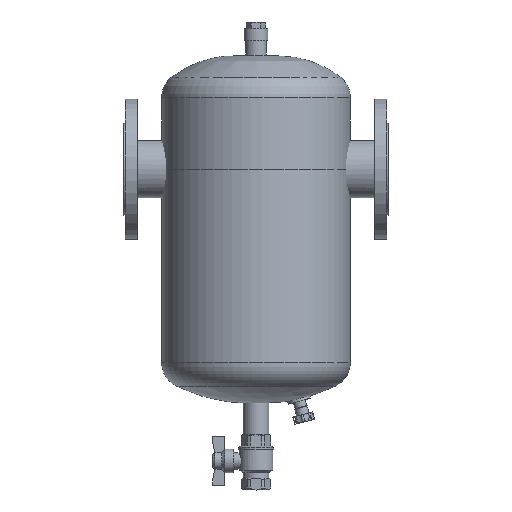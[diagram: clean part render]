
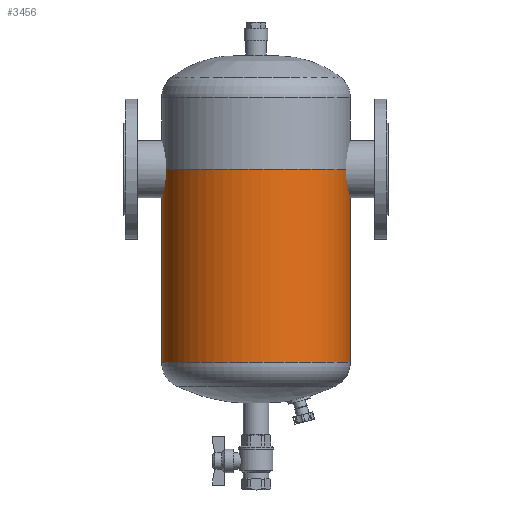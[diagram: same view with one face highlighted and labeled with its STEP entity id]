
A CAD part, front view. The second image highlights one B-rep face of the part: STEP entity #3456.
In plain terms, the highlighted cylindrical face has radius 125 mm (diameter 250 mm), a partial arc.
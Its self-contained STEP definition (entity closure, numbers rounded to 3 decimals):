
#397=LINE($,#5338,#626);
#398=LINE($,#5353,#627);
#626=VECTOR($,#4107,255.886);
#627=VECTOR($,#4108,255.886);
#855=CYLINDRICAL_SURFACE($,#3702,125.);
#949=FACE_OUTER_BOUND($,#1182,.T.);
#1182=EDGE_LOOP($,(#2388,#2389,#2390,#2391));
#1419=B_SPLINE_CURVE_WITH_KNOTS($,3,(#5304,#5305,#5306,#5307,#5308,#5309,
#5310,#5311,#5312,#5313,#5314,#5315,#5316),.UNSPECIFIED.,.F.,.F.,(4,1,1,
1,1,1,1,1,1,1,4),(0.,0.1,0.2,0.3,0.4,0.5,0.6,0.7,0.8,0.9,1.),
 .UNSPECIFIED.);
#1422=B_SPLINE_CURVE_WITH_KNOTS($,3,(#5340,#5341,#5342,#5343,#5344,#5345,
#5346,#5347,#5348,#5349,#5350,#5351,#5352),.UNSPECIFIED.,.F.,.F.,(4,1,1,
1,1,1,1,1,1,1,4),(0.,0.1,0.2,0.3,0.4,0.5,0.6,0.7,0.8,0.9,1.),
 .UNSPECIFIED.);
#1523=VERTEX_POINT($,#5297);
#1524=VERTEX_POINT($,#5303);
#1525=VERTEX_POINT($,#5337);
#1526=VERTEX_POINT($,#5339);
#1844=EDGE_CURVE($,#1524,#1523,#1419,.T.);
#1847=EDGE_CURVE($,#1525,#1523,#397,.T.);
#1848=EDGE_CURVE($,#1526,#1525,#1422,.T.);
#1849=EDGE_CURVE($,#1524,#1526,#398,.T.);
#2388=ORIENTED_EDGE($,*,*,#1844,.T.);
#2389=ORIENTED_EDGE($,*,*,#1847,.F.);
#2390=ORIENTED_EDGE($,*,*,#1848,.F.);
#2391=ORIENTED_EDGE($,*,*,#1849,.F.);
#3456=ADVANCED_FACE($,(#949),#855,.T.);
#3702=AXIS2_PLACEMENT_3D($,#5336,#4105,#4106);
#4105=DIRECTION('center_axis',(0.,0.,-1.));
#4106=DIRECTION('ref_axis',(-1.,0.,0.));
#4107=DIRECTION($,(0.,0.,-1.));
#4108=DIRECTION($,(0.,0.,1.));
#5297=CARTESIAN_POINT('',(125.,0.,-255.886));
#5303=CARTESIAN_POINT('',(-125.,0.,-255.886));
#5304=CARTESIAN_POINT('Ctrl Pts',(-125.,0.,-255.886));
#5305=CARTESIAN_POINT('Ctrl Pts',(-125.069,-13.112,-255.886));
#5306=CARTESIAN_POINT('Ctrl Pts',(-120.822,-39.257,-255.886));
#5307=CARTESIAN_POINT('Ctrl Pts',(-102.813,-74.695,-255.886));
#5308=CARTESIAN_POINT('Ctrl Pts',(-74.689,-102.804,-255.886));
#5309=CARTESIAN_POINT('Ctrl Pts',(-39.268,-120.854,-255.886));
#5310=CARTESIAN_POINT('Ctrl Pts',(0.,-127.073,
-255.886));
#5311=CARTESIAN_POINT('Ctrl Pts',(39.268,-120.854,-255.886));
#5312=CARTESIAN_POINT('Ctrl Pts',(74.689,-102.804,-255.886));
#5313=CARTESIAN_POINT('Ctrl Pts',(102.813,-74.695,-255.886));
#5314=CARTESIAN_POINT('Ctrl Pts',(120.822,-39.257,-255.886));
#5315=CARTESIAN_POINT('Ctrl Pts',(125.069,-13.112,-255.886));
#5316=CARTESIAN_POINT('Ctrl Pts',(125.,0.,-255.886));
#5336=CARTESIAN_POINT('Origin',(0.,0.,220.));
#5337=CARTESIAN_POINT('',(125.,0.,0.));
#5338=CARTESIAN_POINT($,(125.,0.,0.));
#5339=CARTESIAN_POINT('',(-125.,0.,0.));
#5340=CARTESIAN_POINT('Ctrl Pts',(-125.,0.,0.));
#5341=CARTESIAN_POINT('Ctrl Pts',(-125.069,-13.112,0.));
#5342=CARTESIAN_POINT('Ctrl Pts',(-120.822,-39.257,0.));
#5343=CARTESIAN_POINT('Ctrl Pts',(-102.813,-74.695,0.));
#5344=CARTESIAN_POINT('Ctrl Pts',(-74.689,-102.804,0.));
#5345=CARTESIAN_POINT('Ctrl Pts',(-39.268,-120.854,0.));
#5346=CARTESIAN_POINT('Ctrl Pts',(0.,-127.073,
0.));
#5347=CARTESIAN_POINT('Ctrl Pts',(39.268,-120.854,0.));
#5348=CARTESIAN_POINT('Ctrl Pts',(74.689,-102.804,0.));
#5349=CARTESIAN_POINT('Ctrl Pts',(102.813,-74.695,0.));
#5350=CARTESIAN_POINT('Ctrl Pts',(120.822,-39.257,0.));
#5351=CARTESIAN_POINT('Ctrl Pts',(125.069,-13.112,0.));
#5352=CARTESIAN_POINT('Ctrl Pts',(125.,0.,0.));
#5353=CARTESIAN_POINT($,(-125.,0.,-255.886));
